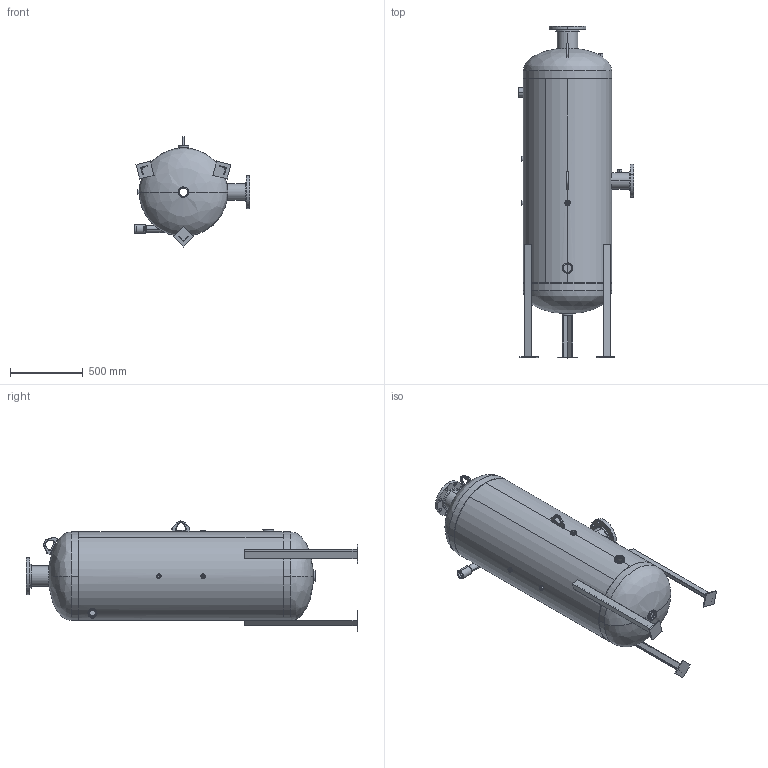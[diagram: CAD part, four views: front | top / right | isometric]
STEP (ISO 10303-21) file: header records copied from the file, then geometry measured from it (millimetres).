
FILE_DESCRIPTION (( 'STEP AP203' ), '1' );
FILE_NAME ('BDT-104.STEP', '2021-03-15T18:10:54', ( '' ), ( '' ), 'SwSTEP 2.0', 'SolidWorks 2021', '' );
FILE_SCHEMA (( 'CONFIG_CONTROL_DESIGN' ));
Length unit declared in the file: inch
Products named in the file (22): Couplings_9500556; BDT-104; Couplings_9500565; 99P2390_5081T63; Couplings_9500557; 9301090_6.75; 9500080; 9201090; 99B2042; 9421170; 9461070; 99T0254; 9500030; 9100290_30.5; 9301090_25; 9301100_6.75; 9400542; 9461080; 9500040; BACKING RINGS, .250 X 1.5 SA-36_23.250; 52M0523
Assembly tree (29 placements, depth 2):
  BDT-104
    99B2042
    9201090
    9201090
    9500030  x2
    9500040
    9500080  x2
    Couplings_9500556
    Couplings_9500557
    Couplings_9500565
    99P2390_5081T63
    9301090_6.75
    9301090_25
    9301100_6.75
    9421170
    9461080
    9461070
    52M0523
    BACKING RINGS, .250 X 1.5 SA-36_23.250  x2
    9400542  x2
    9100290_30.5  x3
    99T0254  x3
Bounding box: 796.92 x 2285.97 x 758.04 mm (x, y, z)
Volume: 41738438.5 mm3; surface area: 9534538.6 mm2
Topology: 29 solids, 29 shells, 516 faces, 1165 edges, 716 vertices
Faces by surface type: cylinder 205, plane 133, cone 108, torus 44, bspline 26
Full cylindrical faces by diameter (mm): 577.85 x2, 590.55 x2
Entity records: 21708 total; most frequent: CARTESIAN_POINT 10037, DIRECTION 2037, ORIENTED_EDGE 1774, EDGE_CURVE 887, AXIS2_PLACEMENT_3D 848, VERTEX_POINT 544, EDGE_LOOP 477, CIRCLE 452
